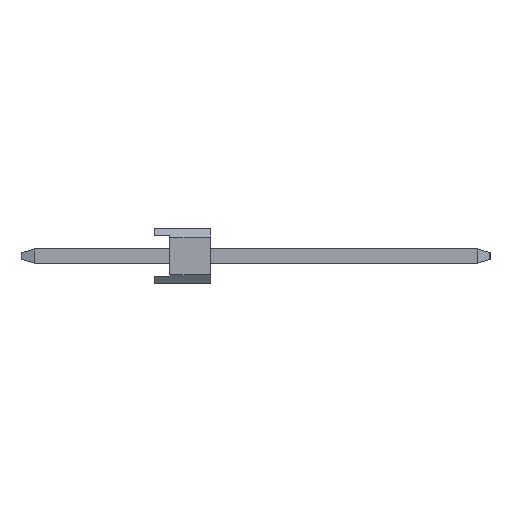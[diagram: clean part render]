
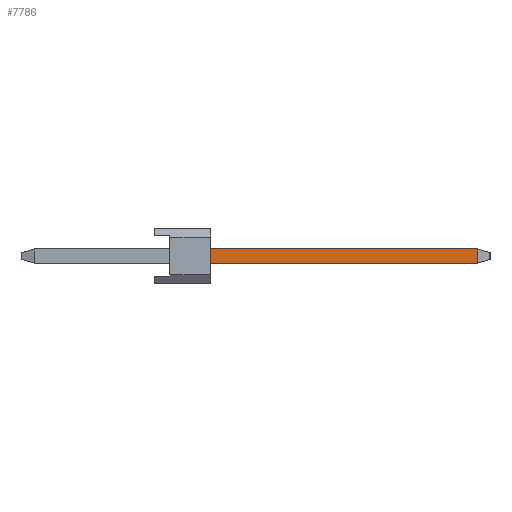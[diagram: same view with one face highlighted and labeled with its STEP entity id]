
A CAD part, left-side view. The second image highlights one B-rep face of the part: STEP entity #7786.
In plain terms, the highlighted planar face has unit normal (-1, 0, 0).
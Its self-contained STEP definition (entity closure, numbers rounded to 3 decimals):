
#3784=VERTEX_POINT('',#10293);
#4410=VERTEX_POINT('',#10990);
#5310=EDGE_CURVE('',#4410,#7226,#11984,.T.);
#7024=EDGE_CURVE('',#3784,#4410,#13859,.T.);
#7226=VERTEX_POINT('',#14105);
#7786=ADVANCED_FACE('',(#14743),#14744,.T.);
#8120=EDGE_CURVE('',#9372,#3784,#15115,.T.);
#9300=EDGE_CURVE('',#7226,#9372,#16407,.T.);
#9372=VERTEX_POINT('',#16483);
#10293=CARTESIAN_POINT('',(-25.72,-14.594,0.32));
#10990=CARTESIAN_POINT('',(-25.72,-14.594,-0.32));
#11984=LINE('',#20160,#20161);
#13859=LINE('',#22865,#22866);
#14105=CARTESIAN_POINT('',(-25.72,-2.54,-0.32));
#14743=FACE_OUTER_BOUND('',#24118,.T.);
#14744=PLANE('',#24119);
#15115=LINE('',#24643,#24644);
#16407=LINE('',#26531,#26532);
#16483=CARTESIAN_POINT('',(-25.72,-2.54,0.32));
#20160=CARTESIAN_POINT('',(-25.72,5.414,-0.32));
#20161=VECTOR('',#29386,1.0);
#22865=CARTESIAN_POINT('',(-25.72,-14.594,0.5));
#22866=VECTOR('',#31139,1.0);
#24118=EDGE_LOOP('',(#32487,#32488,#32489,#32490));
#24119=AXIS2_PLACEMENT_3D('',#32491,#32492,#32493);
#24643=CARTESIAN_POINT('',(-25.72,-4.59,0.32));
#24644=VECTOR('',#32874,1.0);
#26531=CARTESIAN_POINT('',(-25.72,-2.54,0.252));
#26532=VECTOR('',#34092,1.0);
#29386=DIRECTION('',(0.,1.0,0.));
#31139=DIRECTION('',(0.0,0.,-1.0));
#32487=ORIENTED_EDGE('',*,*,#9300,.F.);
#32488=ORIENTED_EDGE('',*,*,#5310,.F.);
#32489=ORIENTED_EDGE('',*,*,#7024,.F.);
#32490=ORIENTED_EDGE('',*,*,#8120,.F.);
#32491=CARTESIAN_POINT('',(-25.72,5.414,0.5));
#32492=DIRECTION('',(-1.0,0.,0.));
#32493=DIRECTION('',(0.,1.0,0.));
#32874=DIRECTION('',(0.,-1.0,0.));
#34092=DIRECTION('',(0.,0.,1.0));
